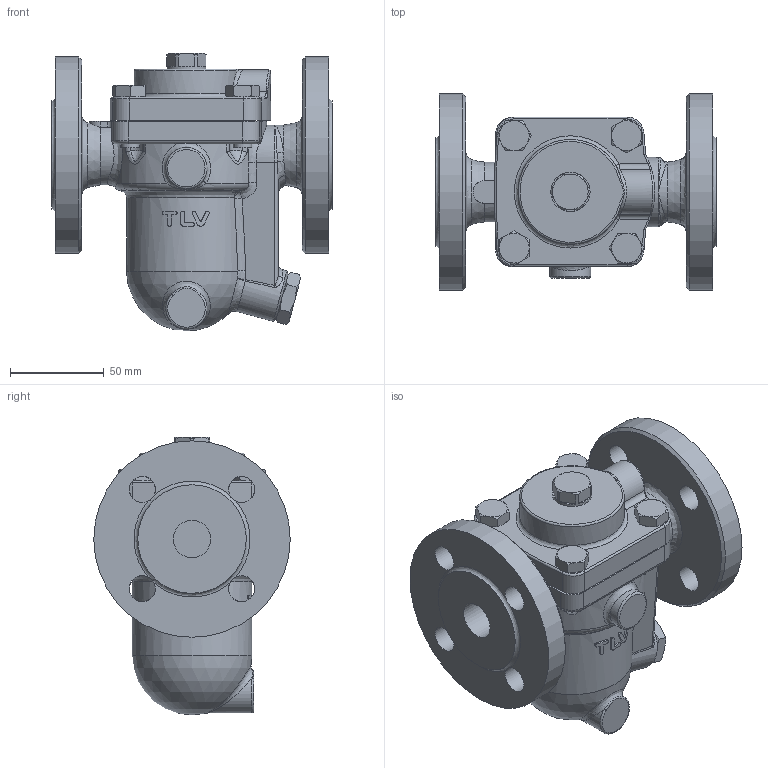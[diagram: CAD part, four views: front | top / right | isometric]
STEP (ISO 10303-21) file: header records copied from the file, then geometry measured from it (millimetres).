
FILE_DESCRIPTION((''),'2;1');
FILE_NAME('j3x00-020-e0016-00.stp','2009-10-23T13:58:11',('nakaot'),(''),'Autodesk Inventor 2008','Autodesk Inventor 2008','');
FILE_SCHEMA(('AUTOMOTIVE_DESIGN { 1 0 10303 214 1 1 1 1 }'));
Length unit declared in the file: millimetre
Products named in the file (1): j3x00-020-e0016-00
Bounding box: 150 x 105 x 148.5 mm (x, y, z)
Volume: 844416.6 mm3; surface area: 106771.8 mm2
Topology: 1 solids, 1 shells, 359 faces, 895 edges, 550 vertices
Faces by surface type: plane 100, bspline 92, cone 75, cylinder 70, torus 21, sphere 1
Full cylindrical faces by diameter (mm): 10 x8, 20 x2, 21 x1, 22 x1, 28 x1, 56.5 x1, 105 x2
Entity records: 23259 total; most frequent: CARTESIAN_POINT 15825, ORIENTED_EDGE 1644, DIRECTION 1366, EDGE_CURVE 822, AXIS2_PLACEMENT_3D 599, VERTEX_POINT 525, EDGE_LOOP 443, FACE_OUTER_BOUND 359
